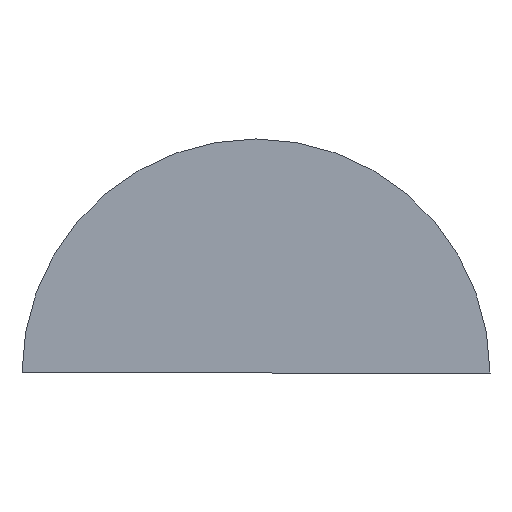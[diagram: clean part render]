
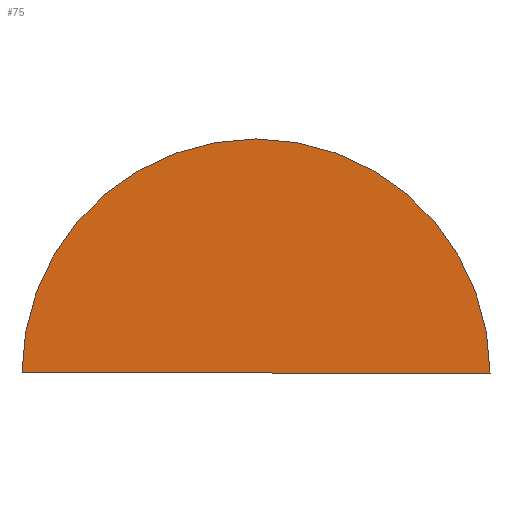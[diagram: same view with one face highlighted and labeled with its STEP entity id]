
A CAD part, left-side view. The second image highlights one B-rep face of the part: STEP entity #75.
In plain terms, the highlighted planar face has unit normal (-1, 0, 0).
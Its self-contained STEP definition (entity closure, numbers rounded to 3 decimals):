
#5 = LINE ( 'NONE', #205, #80 ) ;
#14 = DIRECTION ( 'NONE',  ( 0., 0., 1. ) ) ;
#34 = DIRECTION ( 'NONE',  ( 0., 0., -1. ) ) ;
#64 = EDGE_LOOP ( 'NONE', ( #401, #245, #114 ) ) ;
#75 = ADVANCED_FACE ( 'NONE', ( #287 ), #99, .F. ) ;
#80 = VECTOR ( 'NONE', #138, 1000. ) ;
#83 = VERTEX_POINT ( 'NONE', #193 ) ;
#88 = VERTEX_POINT ( 'NONE', #409 ) ;
#99 = PLANE ( 'NONE',  #186 ) ;
#109 = AXIS2_PLACEMENT_3D ( 'NONE', #394, #357, #299 ) ;
#114 = ORIENTED_EDGE ( 'NONE', *, *, #283, .F. ) ;
#137 = EDGE_CURVE ( 'NONE', #250, #83, #362, .T. ) ;
#138 = DIRECTION ( 'NONE',  ( 0., 1., 0. ) ) ;
#167 = AXIS2_PLACEMENT_3D ( 'NONE', #266, #239, #14 ) ;
#186 = AXIS2_PLACEMENT_3D ( 'NONE', #346, #222, #34 ) ;
#193 = CARTESIAN_POINT ( 'NONE',  ( -10000., 5000., 0. ) ) ;
#200 = CARTESIAN_POINT ( 'NONE',  ( -10000., 0., 5000. ) ) ;
#205 = CARTESIAN_POINT ( 'NONE',  ( -10000., -5000., 0. ) ) ;
#215 = EDGE_CURVE ( 'NONE', #88, #250, #321, .T. ) ;
#222 = DIRECTION ( 'NONE',  ( 1., 0., 0. ) ) ;
#239 = DIRECTION ( 'NONE',  ( -1., 0., 0. ) ) ;
#245 = ORIENTED_EDGE ( 'NONE', *, *, #137, .T. ) ;
#250 = VERTEX_POINT ( 'NONE', #200 ) ;
#266 = CARTESIAN_POINT ( 'NONE',  ( -10000., 0., 0. ) ) ;
#283 = EDGE_CURVE ( 'NONE', #88, #83, #5, .T. ) ;
#287 = FACE_OUTER_BOUND ( 'NONE', #64, .T. ) ;
#299 = DIRECTION ( 'NONE',  ( 0., 0., 1. ) ) ;
#321 = CIRCLE ( 'NONE', #167, 5000. ) ;
#346 = CARTESIAN_POINT ( 'NONE',  ( -10000., -5000., 0. ) ) ;
#357 = DIRECTION ( 'NONE',  ( -1., 0., 0. ) ) ;
#362 = CIRCLE ( 'NONE', #109, 5000. ) ;
#394 = CARTESIAN_POINT ( 'NONE',  ( -10000., 0., 0. ) ) ;
#401 = ORIENTED_EDGE ( 'NONE', *, *, #215, .T. ) ;
#409 = CARTESIAN_POINT ( 'NONE',  ( -10000., -5000., 0. ) ) ;
